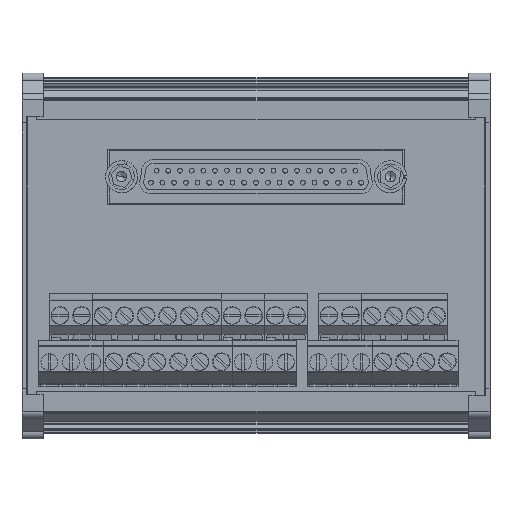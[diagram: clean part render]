
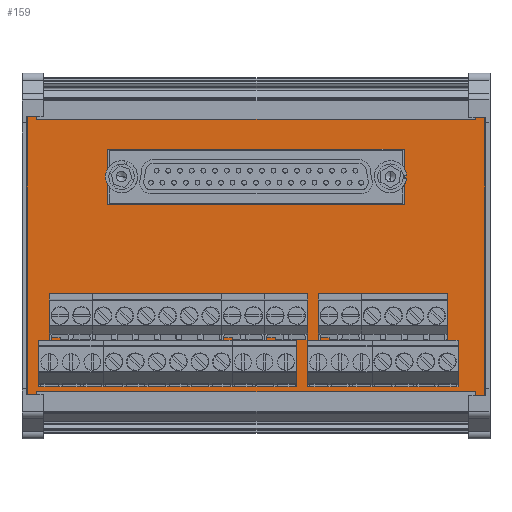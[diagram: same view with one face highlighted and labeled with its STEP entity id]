
A CAD part, top view. The second image highlights one B-rep face of the part: STEP entity #159.
In plain terms, the highlighted planar face has unit normal (0, 0, 1).
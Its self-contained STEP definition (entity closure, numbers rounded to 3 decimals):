
#139=AXIS2_PLACEMENT_3D('Plane Axis2P3D',#136,#137,#138) ;
#49=CARTESIAN_POINT('Vertex',(1.25,9.4,37.052)) ;
#52=CARTESIAN_POINT('Line Origine',(1.25,43.3,37.052)) ;
#56=CARTESIAN_POINT('Vertex',(1.25,77.2,37.052)) ;
#120=CARTESIAN_POINT('Vertex',(109.25,9.4,37.052)) ;
#123=CARTESIAN_POINT('Line Origine',(55.25,9.4,37.052)) ;
#136=CARTESIAN_POINT('Axis2P3D Location',(1.25,9.4,37.052)) ;
#141=CARTESIAN_POINT('Line Origine',(109.25,43.3,37.052)) ;
#145=CARTESIAN_POINT('Vertex',(109.25,77.2,37.052)) ;
#148=CARTESIAN_POINT('Line Origine',(55.25,77.2,37.052)) ;
#53=DIRECTION('Vector Direction',(0.,-1.,0.)) ;
#124=DIRECTION('Vector Direction',(1.,0.,0.)) ;
#137=DIRECTION('Axis2P3D Direction',(0.,0.,1.)) ;
#138=DIRECTION('Axis2P3D XDirection',(0.,-1.,0.)) ;
#142=DIRECTION('Vector Direction',(0.,1.,0.)) ;
#149=DIRECTION('Vector Direction',(-1.,0.,0.)) ;
#54=VECTOR('Line Direction',#53,1.) ;
#125=VECTOR('Line Direction',#124,1.) ;
#143=VECTOR('Line Direction',#142,1.) ;
#150=VECTOR('Line Direction',#149,1.) ;
#154=ORIENTED_EDGE('',*,*,#58,.T.) ;
#155=ORIENTED_EDGE('',*,*,#127,.T.) ;
#156=ORIENTED_EDGE('',*,*,#147,.T.) ;
#157=ORIENTED_EDGE('',*,*,#152,.T.) ;
#159=ADVANCED_FACE('4053750000_2,30LP RS SD37BS LP2N-1-solid1',(#158),#140,.T.) ;
#58=EDGE_CURVE('',#57,#50,#55,.T.) ;
#127=EDGE_CURVE('',#50,#121,#126,.T.) ;
#147=EDGE_CURVE('',#121,#146,#144,.T.) ;
#152=EDGE_CURVE('',#146,#57,#151,.T.) ;
#153=EDGE_LOOP('',(#154,#155,#156,#157)) ;
#158=FACE_OUTER_BOUND('',#153,.T.) ;
#55=LINE('Line',#52,#54) ;
#126=LINE('Line',#123,#125) ;
#144=LINE('Line',#141,#143) ;
#151=LINE('Line',#148,#150) ;
#140=PLANE('',#139) ;
#50=VERTEX_POINT('',#49) ;
#57=VERTEX_POINT('',#56) ;
#121=VERTEX_POINT('',#120) ;
#146=VERTEX_POINT('',#145) ;
